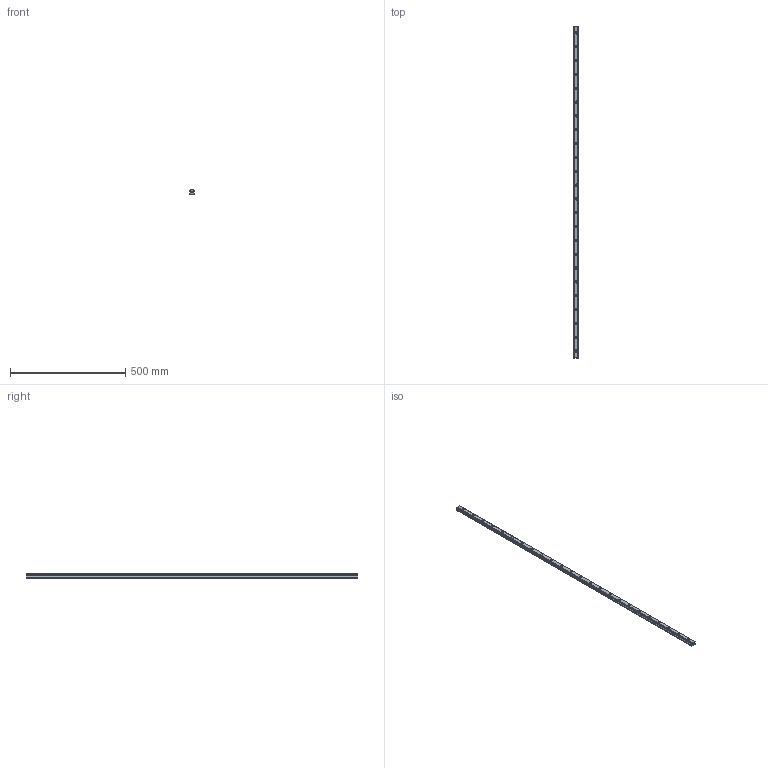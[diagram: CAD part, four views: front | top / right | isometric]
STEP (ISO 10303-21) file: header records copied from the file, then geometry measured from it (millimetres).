
FILE_DESCRIPTION(('STEP AP214'),'1');
FILE_NAME('cctmp_1C3141E0-FDA0-41FC-9354-1F1417CBB0CB_2020_5_18_13_13_52_915..stp','2020-05-18T11:13:53',('HIWIN GmbH'),('CADClick - www.CADClick.com'),'Spatial InterOp 3D',' ','unknown authorization');
FILE_SCHEMA(('AUTOMOTIVE_DESIGN'));
Length unit declared in the file: millimetre
Products named in the file (1): HGR20R1440H_FILE
Bounding box: 20 x 1440 x 17.5 mm (x, y, z)
Volume: 411680.9 mm3; surface area: 122418.3 mm2
Topology: 1 solids, 1 shells, 323 faces, 735 edges, 490 vertices
Faces by surface type: cylinder 166, plane 157
Entity records: 11809 total; most frequent: DIRECTION 1715, CARTESIAN_POINT 1549, ORIENTED_EDGE 1470, EDGE_CURVE 735, AXIS2_PLACEMENT_3D 656, VERTEX_POINT 490, LINE 403, VECTOR 403
